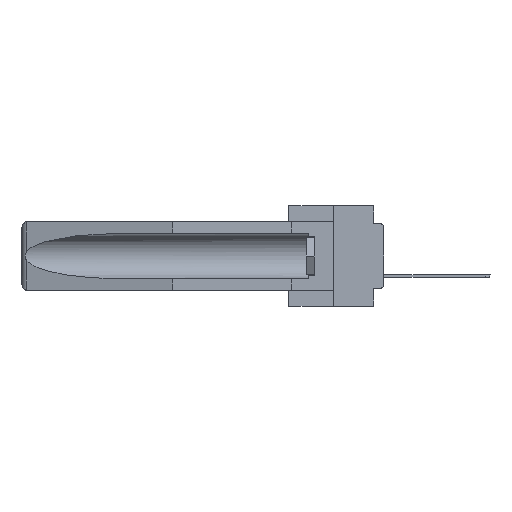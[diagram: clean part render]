
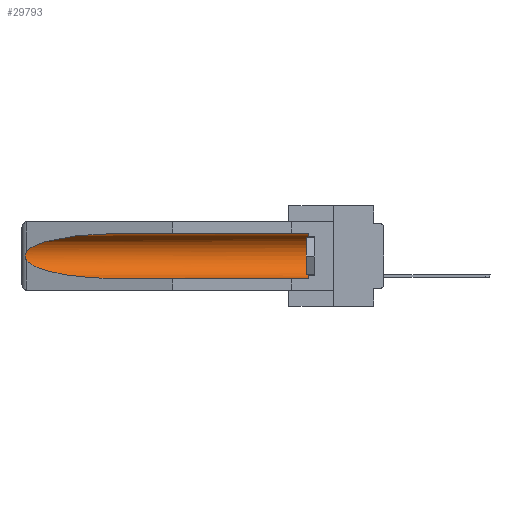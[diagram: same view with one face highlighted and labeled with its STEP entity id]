
A CAD part, left-side view. The second image highlights one B-rep face of the part: STEP entity #29793.
In plain terms, the highlighted cylindrical face has radius 2.857 mm (diameter 5.715 mm), a partial arc.
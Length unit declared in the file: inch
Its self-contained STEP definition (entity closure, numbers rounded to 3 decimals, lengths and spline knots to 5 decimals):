
#592 = CARTESIAN_POINT ( 'NONE',  ( 0.155, -0.30754, -0.284 ) ) ;
#1655 = CARTESIAN_POINT ( 'NONE',  ( 0.21114, 1.30732, -0.059 ) ) ;
#1746 = ORIENTED_EDGE ( 'NONE', *, *, #5473, .T. ) ;
#1989 = VERTEX_POINT ( 'NONE', #19014 ) ;
#1998 = CARTESIAN_POINT ( 'NONE',  ( 0.26537, 1.52718, -0.14972 ) ) ;
#2719 = VERTEX_POINT ( 'NONE', #15608 ) ;
#3031 = ORIENTED_EDGE ( 'NONE', *, *, #15824, .T. ) ;
#3114 = CARTESIAN_POINT ( 'NONE',  ( 0.2675, 1.53308, -0.16763 ) ) ;
#3236 = CIRCLE ( 'NONE', #17294, 0.1125 ) ;
#3335 = VERTEX_POINT ( 'NONE', #21171 ) ;
#3697 = CARTESIAN_POINT ( 'NONE',  ( 0.25451, 1.48313, -0.24835 ) ) ;
#3777 = B_SPLINE_CURVE_WITH_KNOTS ( 'NONE', 3,
 ( #27229, #29685, #6095, #24568, #3114, #22268, #5582, #32648, #11199, #13851 ),
 .UNSPECIFIED., .F., .F.,
 ( 4, 2, 2, 2, 4 ),
 ( 0., 0.00029, 0.00058, 0.00087, 0.00117 ),
 .UNSPECIFIED. ) ;
#3933 = LINE ( 'NONE', #592, #16992 ) ;
#4318 =( BOUNDED_CURVE ( )  B_SPLINE_CURVE ( 3, ( #28730, #1655, #34170, #1998 ),
 .UNSPECIFIED., .F., .F. ) 
 B_SPLINE_CURVE_WITH_KNOTS ( ( 4, 4 ),
 ( 4.71239, 6.08839 ),
 .UNSPECIFIED. ) 
 CURVE ( )  GEOMETRIC_REPRESENTATION_ITEM ( )  RATIONAL_B_SPLINE_CURVE ( ( 1., 0.848, 0.848, 1. ) ) 
 REPRESENTATION_ITEM ( '' )  );
#5473 = EDGE_CURVE ( 'NONE', #3335, #2719, #3777, .T. ) ;
#5582 = CARTESIAN_POINT ( 'NONE',  ( 0.2673, 1.53269, -0.17917 ) ) ;
#6095 = CARTESIAN_POINT ( 'NONE',  ( 0.26654, 1.53092, -0.15636 ) ) ;
#6669 = CARTESIAN_POINT ( 'NONE',  ( 0.21114, 1.30732, -0.284 ) ) ;
#7108 = DIRECTION ( 'NONE',  ( 0., 0., 1. ) ) ;
#8110 = EDGE_CURVE ( 'NONE', #2719, #1989, #23410, .T. ) ;
#8248 = DIRECTION ( 'NONE',  ( 0., 1., 0. ) ) ;
#9790 = CARTESIAN_POINT ( 'NONE',  ( 0.155, 1.07973, -0.059 ) ) ;
#11199 = CARTESIAN_POINT ( 'NONE',  ( 0.26597, 1.5296, -0.19026 ) ) ;
#12016 = DIRECTION ( 'NONE',  ( 0., 1., 0. ) ) ;
#12466 = VERTEX_POINT ( 'NONE', #19744 ) ;
#12590 = VERTEX_POINT ( 'NONE', #20608 ) ;
#12820 = ORIENTED_EDGE ( 'NONE', *, *, #34292, .T. ) ;
#13673 = DIRECTION ( 'NONE',  ( 0., 1., 0. ) ) ;
#13851 = CARTESIAN_POINT ( 'NONE',  ( 0.26537, 1.52718, -0.19328 ) ) ;
#15608 = CARTESIAN_POINT ( 'NONE',  ( 0.26537, 1.52718, -0.19328 ) ) ;
#15824 = EDGE_CURVE ( 'NONE', #12590, #12466, #3236, .T. ) ;
#16992 = VECTOR ( 'NONE', #12016, 39.37008 ) ;
#17294 = AXIS2_PLACEMENT_3D ( 'NONE', #34007, #26119, #7108 ) ;
#18817 = FACE_OUTER_BOUND ( 'NONE', #20051, .T. ) ;
#19014 = CARTESIAN_POINT ( 'NONE',  ( 0.155, 1.07973, -0.284 ) ) ;
#19243 = ORIENTED_EDGE ( 'NONE', *, *, #26641, .F. ) ;
#19455 = LINE ( 'NONE', #24389, #25786 ) ;
#19744 = CARTESIAN_POINT ( 'NONE',  ( 0.155, 0.126, -0.059 ) ) ;
#19969 = AXIS2_PLACEMENT_3D ( 'NONE', #21794, #8248, #24613 ) ;
#20051 = EDGE_LOOP ( 'NONE', ( #28141, #1746, #26993, #19243, #3031, #12820 ) ) ;
#20608 = CARTESIAN_POINT ( 'NONE',  ( 0.155, 0.126, -0.284 ) ) ;
#21022 = VERTEX_POINT ( 'NONE', #9790 ) ;
#21171 = CARTESIAN_POINT ( 'NONE',  ( 0.26537, 1.52718, -0.14972 ) ) ;
#21794 = CARTESIAN_POINT ( 'NONE',  ( 0.155, -0.30754, -0.1715 ) ) ;
#22268 = CARTESIAN_POINT ( 'NONE',  ( 0.2675, 1.53308, -0.17534 ) ) ;
#22639 = EDGE_CURVE ( 'NONE', #21022, #3335, #4318, .T. ) ;
#23203 = CARTESIAN_POINT ( 'NONE',  ( 0.26537, 1.52718, -0.19328 ) ) ;
#23410 =( BOUNDED_CURVE ( )  B_SPLINE_CURVE ( 3, ( #23203, #3697, #6669, #33217 ),
 .UNSPECIFIED., .F., .F. ) 
 B_SPLINE_CURVE_WITH_KNOTS ( ( 4, 4 ),
 ( 0.1948, 1.5708 ),
 .UNSPECIFIED. ) 
 CURVE ( )  GEOMETRIC_REPRESENTATION_ITEM ( )  RATIONAL_B_SPLINE_CURVE ( ( 1., 0.848, 0.848, 1. ) ) 
 REPRESENTATION_ITEM ( '' )  );
#24389 = CARTESIAN_POINT ( 'NONE',  ( 0.155, -0.30754, -0.059 ) ) ;
#24568 = CARTESIAN_POINT ( 'NONE',  ( 0.2673, 1.5327, -0.16383 ) ) ;
#24613 = DIRECTION ( 'NONE',  ( 0., 0., 1. ) ) ;
#25786 = VECTOR ( 'NONE', #13673, 39.37008 ) ;
#26119 = DIRECTION ( 'NONE',  ( 0., -1., 0. ) ) ;
#26641 = EDGE_CURVE ( 'NONE', #12590, #1989, #3933, .T. ) ;
#26918 = CYLINDRICAL_SURFACE ( 'NONE', #19969, 0.1125 ) ;
#26993 = ORIENTED_EDGE ( 'NONE', *, *, #8110, .T. ) ;
#27229 = CARTESIAN_POINT ( 'NONE',  ( 0.26537, 1.52718, -0.14972 ) ) ;
#28141 = ORIENTED_EDGE ( 'NONE', *, *, #22639, .T. ) ;
#28730 = CARTESIAN_POINT ( 'NONE',  ( 0.155, 1.07973, -0.059 ) ) ;
#29685 = CARTESIAN_POINT ( 'NONE',  ( 0.26597, 1.52961, -0.15275 ) ) ;
#29793 = ADVANCED_FACE ( 'NONE', ( #18817 ), #26918, .F. ) ;
#32648 = CARTESIAN_POINT ( 'NONE',  ( 0.26655, 1.53094, -0.18657 ) ) ;
#33217 = CARTESIAN_POINT ( 'NONE',  ( 0.155, 1.07973, -0.284 ) ) ;
#34007 = CARTESIAN_POINT ( 'NONE',  ( 0.155, 0.126, -0.1715 ) ) ;
#34170 = CARTESIAN_POINT ( 'NONE',  ( 0.25451, 1.48313, -0.09465 ) ) ;
#34292 = EDGE_CURVE ( 'NONE', #12466, #21022, #19455, .T. ) ;
